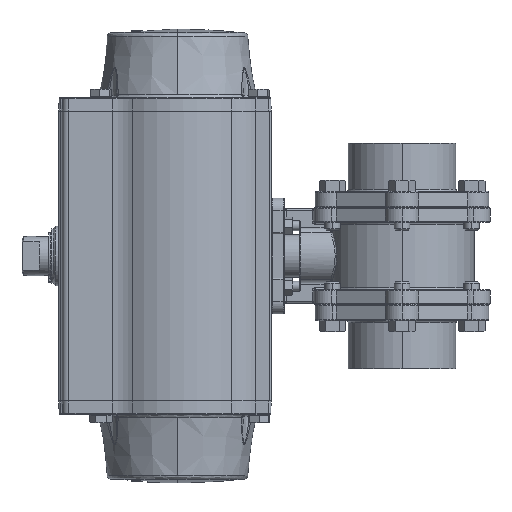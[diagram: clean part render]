
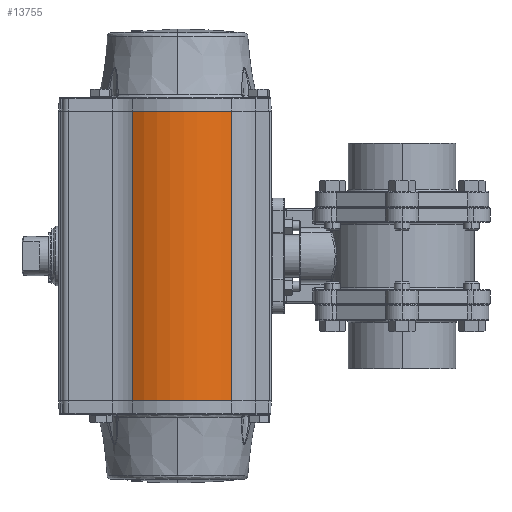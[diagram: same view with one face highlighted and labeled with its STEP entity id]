
A CAD part, left-side view. The second image highlights one B-rep face of the part: STEP entity #13755.
In plain terms, the highlighted cylindrical face has radius 68 mm (diameter 136 mm), a partial arc.
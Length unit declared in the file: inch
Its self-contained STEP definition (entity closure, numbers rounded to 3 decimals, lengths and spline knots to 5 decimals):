
#1996 = DIRECTION ( 'NONE',  ( 0., 0., 1. ) ) ;
#2214 = FACE_OUTER_BOUND ( 'NONE', #29802, .T. ) ;
#5805 = DIRECTION ( 'NONE',  ( 0., -1., 0. ) ) ;
#11953 = CARTESIAN_POINT ( 'NONE',  ( 0., 7.2415, -4.6752 ) ) ;
#12452 = AXIS2_PLACEMENT_3D ( 'NONE', #61805, #24781, #67940 ) ;
#13755 = ADVANCED_FACE ( 'NONE', ( #2214 ), #16704, .T. ) ;
#13977 = ORIENTED_EDGE ( 'NONE', *, *, #38041, .T. ) ;
#16704 = CYLINDRICAL_SURFACE ( 'NONE', #33071, 2.67717 ) ;
#20046 = AXIS2_PLACEMENT_3D ( 'NONE', #22265, #65395, #28469 ) ;
#22265 = CARTESIAN_POINT ( 'NONE',  ( 0., 7.2415, 4.6752 ) ) ;
#24292 = CARTESIAN_POINT ( 'NONE',  ( -2.25374, 8.68645, -4.6752 ) ) ;
#24781 = DIRECTION ( 'NONE',  ( 0., 0., 1. ) ) ;
#28099 = CARTESIAN_POINT ( 'NONE',  ( -2.25374, 8.68645, -4.6752 ) ) ;
#28469 = DIRECTION ( 'NONE',  ( 0., -1., 0. ) ) ;
#29802 = EDGE_LOOP ( 'NONE', ( #66494, #50461, #13977, #30956 ) ) ;
#30956 = ORIENTED_EDGE ( 'NONE', *, *, #43231, .T. ) ;
#33071 = AXIS2_PLACEMENT_3D ( 'NONE', #11953, #61423, #5805 ) ;
#35274 = VERTEX_POINT ( 'NONE', #60457 ) ;
#38041 = EDGE_CURVE ( 'NONE', #67731, #35274, #74091, .T. ) ;
#38806 = VECTOR ( 'NONE', #77615, 39.37008 ) ;
#40738 = LINE ( 'NONE', #28099, #38806 ) ;
#42641 = EDGE_CURVE ( 'NONE', #46143, #67731, #78337, .T. ) ;
#43231 = EDGE_CURVE ( 'NONE', #35274, #47392, #40738, .T. ) ;
#46143 = VERTEX_POINT ( 'NONE', #72678 ) ;
#47392 = VERTEX_POINT ( 'NONE', #24292 ) ;
#50461 = ORIENTED_EDGE ( 'NONE', *, *, #42641, .T. ) ;
#51153 = CARTESIAN_POINT ( 'NONE',  ( -2.02153, 5.48633, -4.6752 ) ) ;
#53541 = EDGE_CURVE ( 'NONE', #47392, #46143, #63977, .T. ) ;
#60457 = CARTESIAN_POINT ( 'NONE',  ( -2.25374, 8.68645, 4.6752 ) ) ;
#61423 = DIRECTION ( 'NONE',  ( 0., 0., 1. ) ) ;
#61805 = CARTESIAN_POINT ( 'NONE',  ( 0., 7.2415, -4.6752 ) ) ;
#62055 = VECTOR ( 'NONE', #1996, 39.37008 ) ;
#63977 = CIRCLE ( 'NONE', #12452, 2.67717 ) ;
#65395 = DIRECTION ( 'NONE',  ( 0., 0., -1. ) ) ;
#66494 = ORIENTED_EDGE ( 'NONE', *, *, #53541, .T. ) ;
#67731 = VERTEX_POINT ( 'NONE', #71268 ) ;
#67940 = DIRECTION ( 'NONE',  ( 0., -1., 0. ) ) ;
#71268 = CARTESIAN_POINT ( 'NONE',  ( -2.02153, 5.48633, 4.6752 ) ) ;
#72678 = CARTESIAN_POINT ( 'NONE',  ( -2.02153, 5.48633, -4.6752 ) ) ;
#74091 = CIRCLE ( 'NONE', #20046, 2.67717 ) ;
#77615 = DIRECTION ( 'NONE',  ( 0., 0., -1. ) ) ;
#78337 = LINE ( 'NONE', #51153, #62055 ) ;
